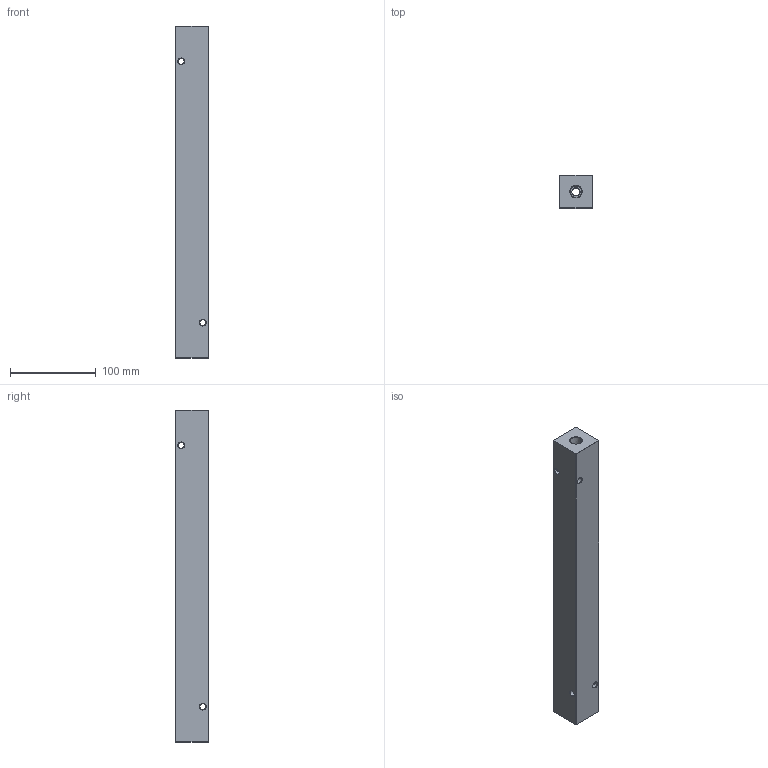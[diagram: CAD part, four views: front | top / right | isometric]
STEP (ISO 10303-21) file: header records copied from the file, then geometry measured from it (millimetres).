
FILE_DESCRIPTION (( 'STEP AP214' ), '1' );
FILE_NAME ('HM-10-0-P-4-2.STEP', '2019-07-16T00:24:53', ( '' ), ( '' ), 'SwSTEP 2.0', 'SolidWorks 2018', '' );
FILE_SCHEMA (( 'AUTOMOTIVE_DESIGN' ));
Length unit declared in the file: inch
Products named in the file (1): HM-10-0-P-4-2
Bounding box: 38.1 x 38.1 x 387.35 mm (x, y, z)
Volume: 517658.2 mm3; surface area: 79205.1 mm2
Topology: 1 solids, 1 shells, 511 faces, 1322 edges, 856 vertices
Faces by surface type: plane 255, bspline 174, cone 44, cylinder 38
Entity records: 31239 total; most frequent: CARTESIAN_POINT 13488, ORIENTED_EDGE 2644, DIRECTION 1722, EDGE_CURVE 1322, VERTEX_POINT 856, LINE 830, VECTOR 830, EDGE_LOOP 588
